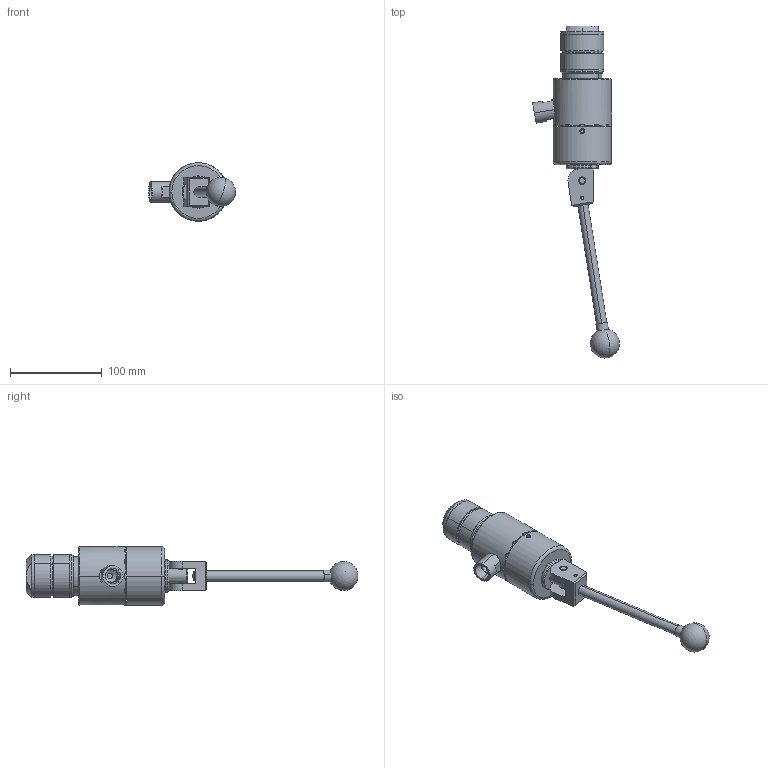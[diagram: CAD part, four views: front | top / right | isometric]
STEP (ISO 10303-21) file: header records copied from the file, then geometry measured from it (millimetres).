
FILE_DESCRIPTION (( 'STEP AP214' ), '1' );
FILE_NAME ('CTSC-003609.STEP', '2025-05-30T17:34:28', ( '' ), ( '' ), 'SwSTEP 2.0', 'SolidWorks 2023', '' );
FILE_SCHEMA (( 'AUTOMOTIVE_DESIGN' ));
Length unit declared in the file: inch
Products named in the file (1): CTSC-003609
Bounding box: 94.33 x 360.99 x 63.5 mm (x, y, z)
Volume: 421703.3 mm3; surface area: 83832.5 mm2
Topology: 10 solids, 11 shells, 307 faces, 740 edges, 467 vertices
Faces by surface type: cylinder 127, plane 109, cone 46, torus 20, bspline 3, sphere 2
Entity records: 14884 total; most frequent: CARTESIAN_POINT 3832, DIRECTION 1487, ORIENTED_EDGE 1462, EDGE_CURVE 731, AXIS2_PLACEMENT_3D 613, VERTEX_POINT 464, EDGE_LOOP 345, UNCERTAINTY_MEASURE_WITH_UNIT 308
